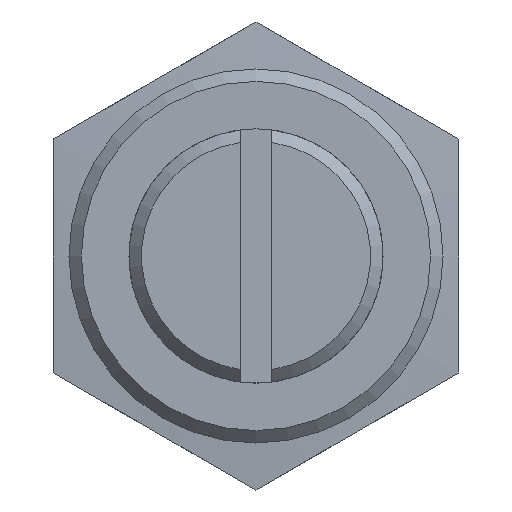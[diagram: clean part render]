
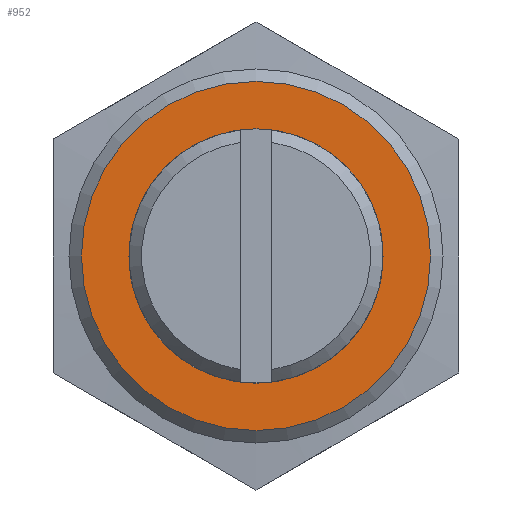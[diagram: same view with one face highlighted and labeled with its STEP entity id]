
A CAD part, front view. The second image highlights one B-rep face of the part: STEP entity #952.
In plain terms, the highlighted planar face has unit normal (0, -1, 0).
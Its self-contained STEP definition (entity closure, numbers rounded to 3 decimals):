
#76=CIRCLE('',#1015,5.6);
#77=CIRCLE('',#1016,2.95);
#122=ORIENTED_EDGE('',*,*,#272,.T.);
#123=ORIENTED_EDGE('',*,*,#273,.F.);
#272=EDGE_CURVE('',#347,#347,#76,.F.);
#273=EDGE_CURVE('',#348,#348,#77,.F.);
#347=VERTEX_POINT('',#1321);
#348=VERTEX_POINT('',#1323);
#431=EDGE_LOOP('',(#122));
#432=EDGE_LOOP('',(#123));
#509=FACE_BOUND('',#431,.T.);
#510=FACE_BOUND('',#432,.T.);
#580=PLANE('',#1014);
#952=ADVANCED_FACE('',(#509,#510),#580,.F.);
#1014=AXIS2_PLACEMENT_3D('',#1319,#1121,#1122);
#1015=AXIS2_PLACEMENT_3D('',#1320,#1123,#1124);
#1016=AXIS2_PLACEMENT_3D('',#1322,#1125,#1126);
#1121=DIRECTION('',(0.,1.,0.));
#1122=DIRECTION('',(0.,0.,1.));
#1123=DIRECTION('',(0.,1.,0.));
#1124=DIRECTION('',(0.,0.,1.));
#1125=DIRECTION('',(0.,1.,0.));
#1126=DIRECTION('',(0.,0.,1.));
#1319=CARTESIAN_POINT('',(0.,-7.,0.));
#1320=CARTESIAN_POINT('',(0.,-7.,0.));
#1321=CARTESIAN_POINT('',(0.,-7.,5.6));
#1322=CARTESIAN_POINT('',(0.,-7.,0.));
#1323=CARTESIAN_POINT('',(0.,-7.,2.95));
